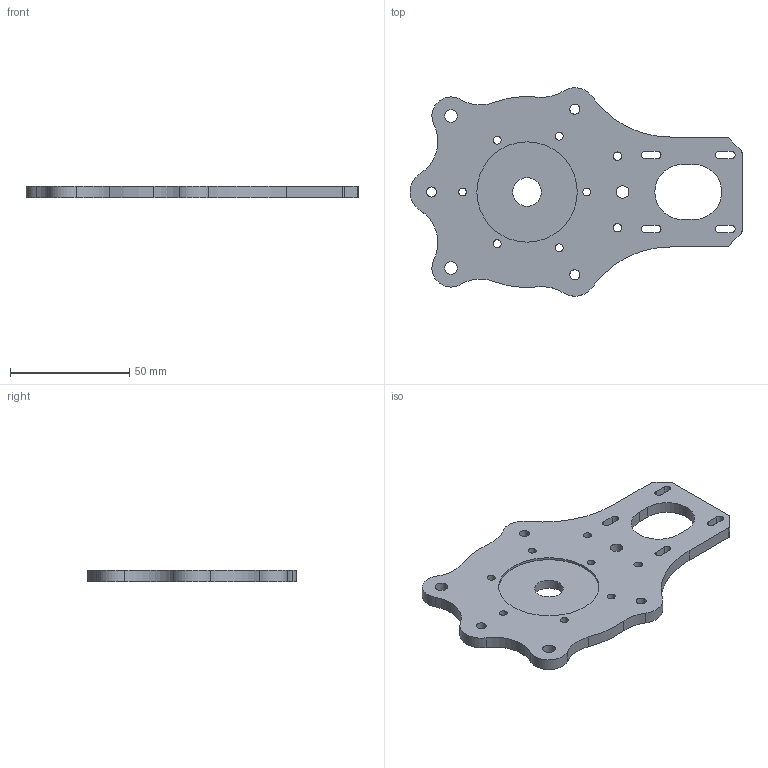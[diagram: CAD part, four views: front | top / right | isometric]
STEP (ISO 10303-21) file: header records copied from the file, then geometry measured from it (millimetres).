
FILE_DESCRIPTION(/* description */ (''),/* implementation_level */ '2;1');
FILE_NAME(/* name */ '600cc-MainPlate_AA.step',/* time_stamp */ '2024-10-09T22:27:52+02:00',/* author */ (''),/* organization */ (''),/* preprocessor_version */ 'ST-DEVELOPER v20',/* originating_system */ 'Autodesk Translation Framework v13.20.0.188',/* authorisation */ '');
FILE_SCHEMA (('AUTOMOTIVE_DESIGN { 1 0 10303 214 3 1 1 }'));
Length unit declared in the file: millimetre
Products named in the file (2): MainPlate_NonOptimized; MainMetalPlate
Assembly tree (1 placements, depth 2):
  MainPlate_NonOptimized
    MainMetalPlate
Bounding box: 139 x 87.24 x 5 mm (x, y, z)
Volume: 36962 mm3; surface area: 19243.9 mm2
Topology: 1 solids, 1 shells, 63 faces, 180 edges, 120 vertices
Faces by surface type: cylinder 45, plane 18
Full cylindrical faces by diameter (mm): 3.3 x6, 3.5 x2, 4.2 x3, 5.3 x3, 12 x1, 42 x1
Entity records: 2237 total; most frequent: DIRECTION 402, CARTESIAN_POINT 366, ORIENTED_EDGE 360, EDGE_CURVE 180, AXIS2_PLACEMENT_3D 156, VERTEX_POINT 120, EDGE_LOOP 104, LINE 90
